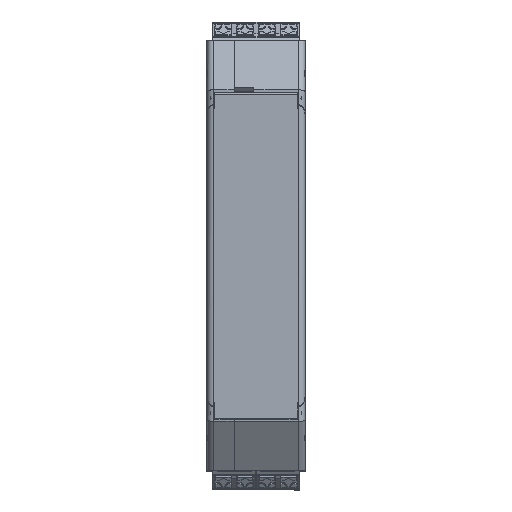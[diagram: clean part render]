
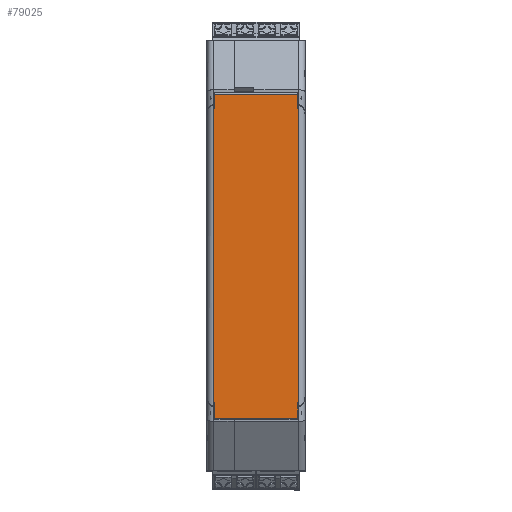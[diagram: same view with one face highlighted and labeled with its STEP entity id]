
A CAD part, top view. The second image highlights one B-rep face of the part: STEP entity #79025.
In plain terms, the highlighted face is planar.
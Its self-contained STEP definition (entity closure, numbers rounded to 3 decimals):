
#4919=VERTEX_POINT('',#111155);
#4920=VERTEX_POINT('',#111157);
#4938=VERTEX_POINT('',#111196);
#4944=VERTEX_POINT('',#111208);
#4951=VERTEX_POINT('',#111235);
#4953=VERTEX_POINT('',#111241);
#4959=VERTEX_POINT('',#111256);
#4960=VERTEX_POINT('',#111257);
#4961=VERTEX_POINT('',#111259);
#4962=VERTEX_POINT('',#111261);
#4963=VERTEX_POINT('',#111263);
#4964=VERTEX_POINT('',#111265);
#13359=VECTOR('',#91248,1.);
#13378=VECTOR('',#91280,1.);
#13389=VECTOR('',#91304,1.);
#13391=VECTOR('',#91310,1.);
#13396=VECTOR('',#91321,1.);
#13397=VECTOR('',#91322,1.);
#13398=VECTOR('',#91323,1.);
#13399=VECTOR('',#91324,1.);
#13400=VECTOR('',#91325,1.);
#13401=VECTOR('',#91326,1.);
#13402=VECTOR('',#91327,1.);
#13403=VECTOR('',#91328,1.);
#23654=LINE('',#111156,#13359);
#23673=LINE('',#111209,#13378);
#23684=LINE('',#111234,#13389);
#23686=LINE('',#111240,#13391);
#23691=LINE('',#111255,#13396);
#23692=LINE('',#111258,#13397);
#23693=LINE('',#111260,#13398);
#23694=LINE('',#111262,#13399);
#23695=LINE('',#111264,#13400);
#23696=LINE('',#111266,#13401);
#23697=LINE('',#111267,#13402);
#23698=LINE('',#111268,#13403);
#34201=EDGE_CURVE('',#4920,#4919,#23654,.T.);
#34226=EDGE_CURVE('',#4944,#4938,#23673,.T.);
#34240=EDGE_CURVE('',#4951,#4938,#23684,.T.);
#34243=EDGE_CURVE('',#4953,#4920,#23686,.T.);
#34250=EDGE_CURVE('',#4959,#4960,#23691,.T.);
#34251=EDGE_CURVE('',#4961,#4960,#23692,.T.);
#34252=EDGE_CURVE('',#4961,#4962,#23693,.T.);
#34253=EDGE_CURVE('',#4963,#4962,#23694,.T.);
#34254=EDGE_CURVE('',#4963,#4964,#23695,.T.);
#34255=EDGE_CURVE('',#4951,#4964,#23696,.T.);
#34256=EDGE_CURVE('',#4944,#4953,#23697,.T.);
#34257=EDGE_CURVE('',#4919,#4959,#23698,.T.);
#48518=ORIENTED_EDGE('',*,*,#34250,.T.);
#48519=ORIENTED_EDGE('',*,*,#34251,.F.);
#48520=ORIENTED_EDGE('',*,*,#34252,.T.);
#48521=ORIENTED_EDGE('',*,*,#34253,.F.);
#48522=ORIENTED_EDGE('',*,*,#34254,.T.);
#48523=ORIENTED_EDGE('',*,*,#34255,.F.);
#48524=ORIENTED_EDGE('',*,*,#34240,.T.);
#48525=ORIENTED_EDGE('',*,*,#34226,.F.);
#48526=ORIENTED_EDGE('',*,*,#34256,.T.);
#48527=ORIENTED_EDGE('',*,*,#34243,.T.);
#48528=ORIENTED_EDGE('',*,*,#34201,.T.);
#48529=ORIENTED_EDGE('',*,*,#34257,.T.);
#69471=EDGE_LOOP('',(#48518,#48519,#48520,#48521,#48522,#48523,#48524,#48525,
#48526,#48527,#48528,#48529));
#74259=FACE_BOUND('',#69471,.T.);
#79025=ADVANCED_FACE('',(#74259),#132853,.T.);
#83544=AXIS2_PLACEMENT_3D('',#111254,#91320,$);
#91248=DIRECTION('',(0.,0.,-1.));
#91280=DIRECTION('',(-1.,0.,0.));
#91304=DIRECTION('',(0.,0.,1.));
#91310=DIRECTION('',(1.,0.,0.));
#91320=DIRECTION('',(0.,1.,0.));
#91321=DIRECTION('',(0.,0.,-1.));
#91322=DIRECTION('',(1.,0.,0.));
#91323=DIRECTION('',(0.,0.,-1.));
#91324=DIRECTION('',(1.,0.,0.));
#91325=DIRECTION('',(0.,0.,1.));
#91326=DIRECTION('',(1.,0.,0.));
#91327=DIRECTION('',(0.,0.,1.));
#91328=DIRECTION('',(1.,0.,0.));
#111155=CARTESIAN_POINT('',(34.6,114.5,7.15));
#111156=CARTESIAN_POINT('',(34.6,114.5,8.8));
#111157=CARTESIAN_POINT('',(34.6,114.5,7.3));
#111196=CARTESIAN_POINT('',(-37.2,114.5,7.15));
#111208=CARTESIAN_POINT('',(-34.6,114.5,7.15));
#111209=CARTESIAN_POINT('',(-32.78,114.5,7.15));
#111234=CARTESIAN_POINT('',(-37.2,114.5,-7.25));
#111235=CARTESIAN_POINT('',(-37.2,114.5,-12.15));
#111240=CARTESIAN_POINT('',(-32.78,114.5,7.3));
#111241=CARTESIAN_POINT('',(-34.6,114.5,7.3));
#111254=CARTESIAN_POINT('',(-37.2,114.5,-10.772));
#111255=CARTESIAN_POINT('',(37.5,114.5,8.8));
#111256=CARTESIAN_POINT('',(37.5,114.5,7.15));
#111257=CARTESIAN_POINT('',(37.5,114.5,-12.15));
#111258=CARTESIAN_POINT('',(-32.78,114.5,-12.15));
#111259=CARTESIAN_POINT('',(34.6,114.5,-12.15));
#111260=CARTESIAN_POINT('',(34.6,114.5,8.8));
#111261=CARTESIAN_POINT('',(34.6,114.5,-12.3));
#111262=CARTESIAN_POINT('',(-32.78,114.5,-12.3));
#111263=CARTESIAN_POINT('',(-34.6,114.5,-12.3));
#111264=CARTESIAN_POINT('',(-34.6,114.5,8.8));
#111265=CARTESIAN_POINT('',(-34.6,114.5,-12.15));
#111266=CARTESIAN_POINT('',(-32.78,114.5,-12.15));
#111267=CARTESIAN_POINT('',(-34.6,114.5,8.8));
#111268=CARTESIAN_POINT('',(-32.78,114.5,7.15));
#132853=PLANE('',#83544);
